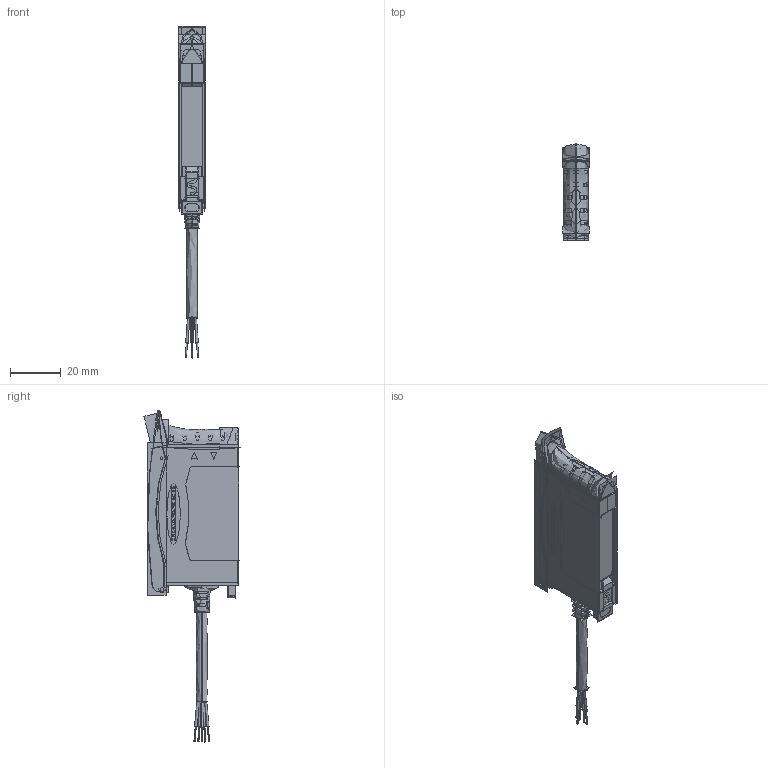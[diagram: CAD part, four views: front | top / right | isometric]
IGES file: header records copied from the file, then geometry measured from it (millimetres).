
Start section:  PTC IGES file: 156684_sm01.igs
Global section: file name: 156684_sm01.igs; native system: Creo Parametric by PTC Inc.; preprocessor: 2019292; author: PDMAdmin; organization: Unknown; date: 20220623.073431; units: millimetre
Bounding box: 10.5 x 37.85 x 130.69 mm (x, y, z)
Volume: 20158.8 mm3; surface area: 64567.1 mm2
Topology: 1 solids, 1 shells, 2724 faces, 13998 edges, 17343 vertices
Faces by surface type: bspline 1440, extrusion 768, revolution 516
